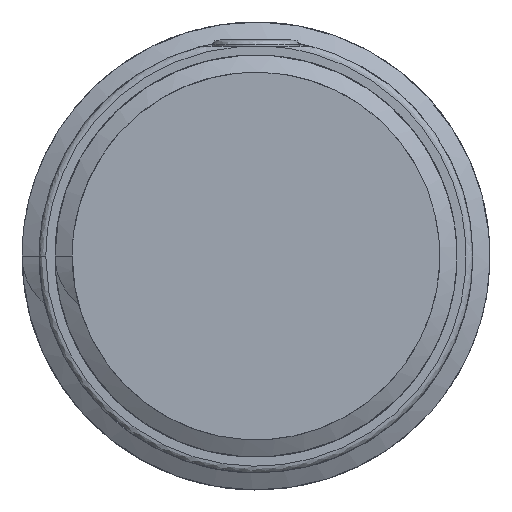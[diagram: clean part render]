
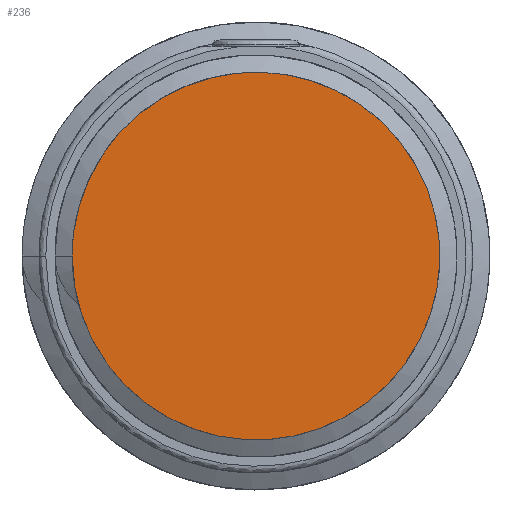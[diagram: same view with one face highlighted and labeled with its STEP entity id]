
A CAD part, left-side view. The second image highlights one B-rep face of the part: STEP entity #236.
In plain terms, the highlighted free-form (B-spline) face has degree [1, 1] with [2, 2] control points.
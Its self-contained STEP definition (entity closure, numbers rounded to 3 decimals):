
#215=CARTESIAN_POINT('',(0.,-25.05,25.05));
#216=CARTESIAN_POINT('',(0.,-25.05,-25.05));
#217=CARTESIAN_POINT('',(0.,25.05,25.05));
#218=CARTESIAN_POINT('',(0.,25.05,-25.05));
#219=B_SPLINE_SURFACE_WITH_KNOTS('',1,1,((#215,#216),(#217,#218)),.PLANE_SURF.,.F.,.F.,.U.,(2,2),(2,2),(-1.,2.),(-1.,2.),.UNSPECIFIED.);
#220=CARTESIAN_POINT('',(0.,8.35,0.));
#221=VERTEX_POINT('',#220);
#222=CARTESIAN_POINT('',(0.,8.35,0.));
#223=CARTESIAN_POINT('',(0.,8.35,-8.35));
#224=CARTESIAN_POINT('',(0.,0.,-8.35));
#225=CARTESIAN_POINT('',(0.,-8.35,-8.35));
#226=CARTESIAN_POINT('',(0.,-8.35,0.));
#227=CARTESIAN_POINT('',(0.,-8.35,8.35));
#228=CARTESIAN_POINT('',(0.,0.,8.35));
#229=CARTESIAN_POINT('',(0.,8.35,8.35));
#230=CARTESIAN_POINT('',(0.,8.35,0.));
#231=(BOUNDED_CURVE()B_SPLINE_CURVE(2,(#222,#223,#224,#225,#226,#227,#228,#229,#230),.CIRCULAR_ARC.,.T.,.U.)B_SPLINE_CURVE_WITH_KNOTS((3,2,2,2,3),(0.,0.25,0.5,0.75,1.),.UNSPECIFIED.)CURVE()GEOMETRIC_REPRESENTATION_ITEM()RATIONAL_B_SPLINE_CURVE((1.,0.707,1.,0.707,1.,0.707,1.,0.707,1.))REPRESENTATION_ITEM(''));
#232=EDGE_CURVE('',#221,#221,#231,.T.);
#233=ORIENTED_EDGE('',*,*,#232,.T.);
#234=EDGE_LOOP('',(#233));
#235=FACE_OUTER_BOUND('',#234,.T.);
#236=ADVANCED_FACE('',(#235),#219,.T.);
